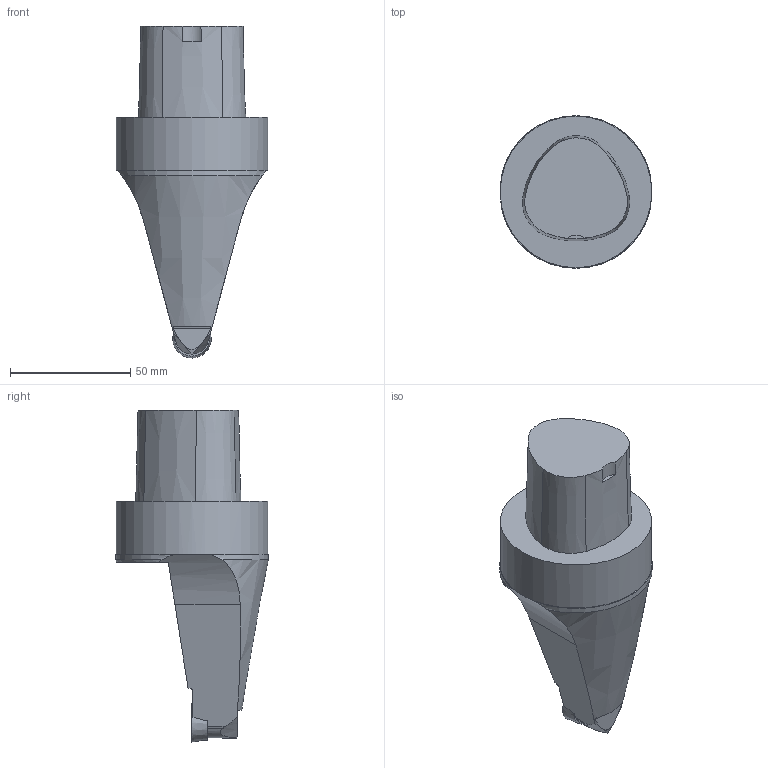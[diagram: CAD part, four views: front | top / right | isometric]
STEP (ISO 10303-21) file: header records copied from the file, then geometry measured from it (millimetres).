
FILE_DESCRIPTION(/* description */ (''),/* implementation_level */ '2;1');
FILE_NAME(/* name */ '1527849217797.stp',/* time_stamp */ '2018-06-01T12:33:44+02:00',/* author */ (''),/* organization */ ('SMS'),/* preprocessor_version */ 'ST-DEVELOPER v15',/* originating_system */ 'SIEMENS PLM Software NX 8.5',/* authorisation */ '');
FILE_SCHEMA (('AUTOMOTIVE_DESIGN { 1 0 10303 214 3 1 1 1 }'));
Length unit declared in the file: millimetre
Products named in the file (4): IsoTurningInsert; ASSEMBLY_CONSTRUCTION; 201684671mod000_00; 201684824mod000_00
Assembly tree (3 placements, depth 2):
  201684824mod000_00
    201684671mod000_00
    ASSEMBLY_CONSTRUCTION
    IsoTurningInsert
Bounding box: 63 x 63.5 x 138.1 mm (x, y, z)
Volume: 199995.5 mm3; surface area: 23412.5 mm2
Topology: 2 solids, 2 shells, 46 faces, 121 edges, 86 vertices
Faces by surface type: plane 20, cylinder 12, cone 12, torus 2
Full cylindrical faces by diameter (mm): 5.5 x1, 63 x1
Entity records: 1755 total; most frequent: CARTESIAN_POINT 493, DIRECTION 246, ORIENTED_EDGE 220, EDGE_CURVE 110, AXIS2_PLACEMENT_3D 104, VERTEX_POINT 75, EDGE_LOOP 55, ADVANCED_FACE 46
